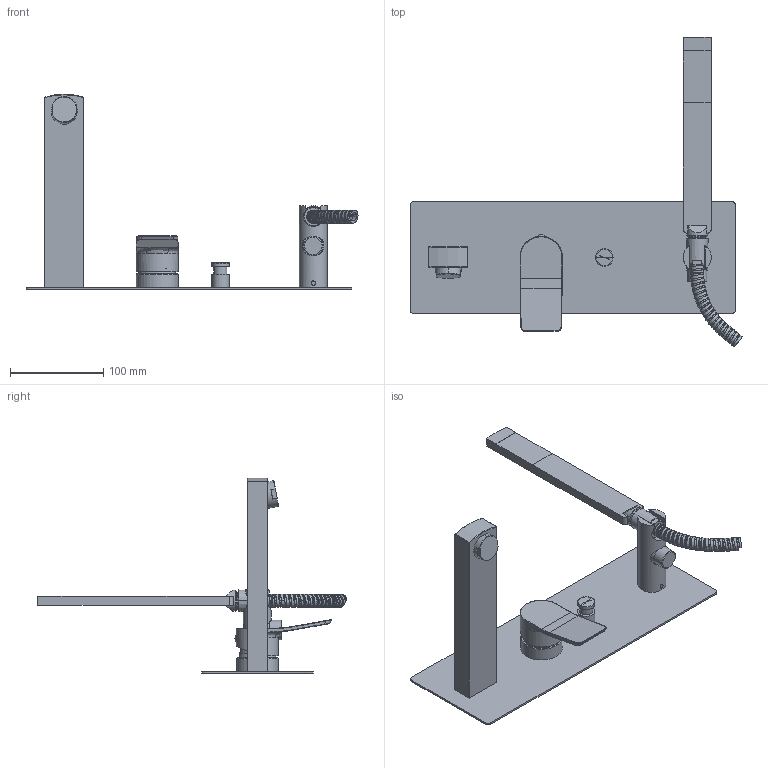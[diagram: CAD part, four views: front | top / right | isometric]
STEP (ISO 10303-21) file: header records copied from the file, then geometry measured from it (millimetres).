
FILE_DESCRIPTION((''),'2;1');
FILE_NAME('TI001CR','2021-11-11T16:24:45',('ut3'),('PAFFONI SpA'),'CREO PARAMETRIC BY PTC INC, 2020044','CREO PARAMETRIC BY PTC INC, 2020044','');
FILE_SCHEMA(('CONFIG_CONTROL_DESIGN','SHAPE_APPEARANCE_LAYERS_GROUPS'));
Products named in the file (1): TI001CR
Bounding box: 356.89 x 333.19 x 210 mm (x, y, z)
Volume: 452301.1 mm3; surface area: 185587.2 mm2
Topology: 2 solids, 3 shells, 409 faces, 979 edges, 603 vertices
Faces by surface type: plane 145, cylinder 121, bspline 58, cone 50, torus 33, sphere 2
Entity records: 39224 total; most frequent: CARTESIAN_POINT 27067, ORIENTED_EDGE 1946, DIRECTION 1860, EDGE_CURVE 973, AXIS2_PLACEMENT_3D 731, VERTEX_POINT 603, EDGE_LOOP 450, FILL_AREA_STYLE_COLOUR 414
